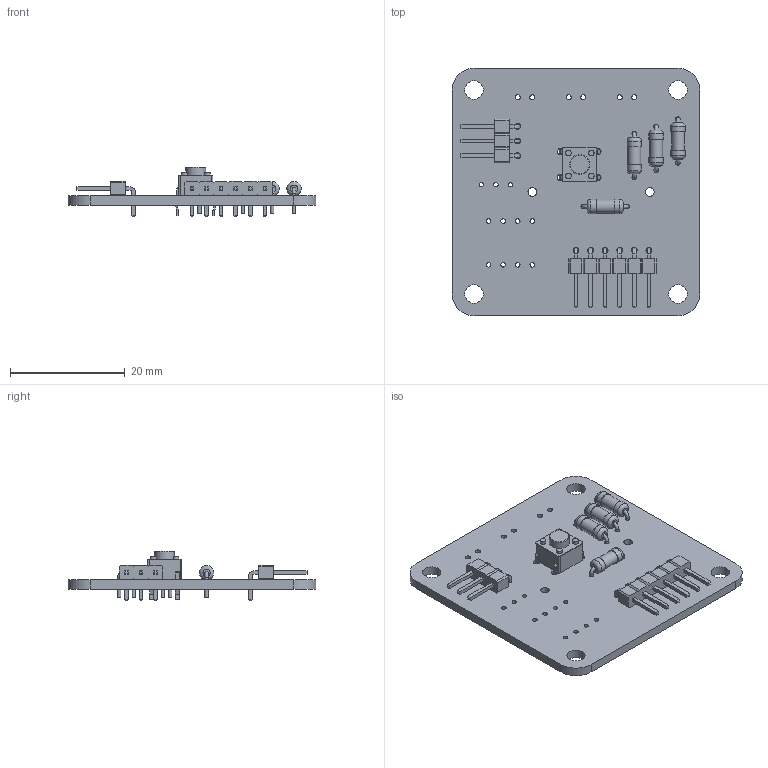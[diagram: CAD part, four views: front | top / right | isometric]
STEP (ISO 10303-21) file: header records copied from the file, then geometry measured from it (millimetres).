
FILE_DESCRIPTION(('FreeCAD Model'),'2;1');
FILE_NAME('attinyReflexos.step','2018-07-13T21:50:03',('kicad StepUp'),('ksu MCAD'), 'Open CASCADE STEP processor 7.2','FreeCAD','Unknown');
FILE_SCHEMA(('AUTOMOTIVE_DESIGN { 1 0 10303 214 1 1 1 1 }'));
Length unit declared in the file: millimetre
Products named in the file (12): attinyReflexos; Board_Geoms; Pcb; Step_Models; Top; Pin_Header_Angled_1x06_Pitch254mm_; Pin_Header_Angled_1x03_Pitch254mm_; R_Axial_DIN0207_L63mm_D25mm_P762mm_Horizontal_; R_Axial_DIN0207_L63mm_D25mm_P762mm_Horizontal_001; R_Axial_DIN0207_L63mm_D25mm_P762mm_Horizontal_002; R_Axial_DIN0207_L63mm_D25mm_P762mm_Horizontal_003; SW_PUSH_6mm_h5mm_
Assembly tree (11 placements, depth 4):
  attinyReflexos
    Board_Geoms
      Pcb
    Step_Models
      Top
        Pin_Header_Angled_1x06_Pitch254mm_
        Pin_Header_Angled_1x03_Pitch254mm_
        R_Axial_DIN0207_L63mm_D25mm_P762mm_Horizontal_
        R_Axial_DIN0207_L63mm_D25mm_P762mm_Horizontal_001
        R_Axial_DIN0207_L63mm_D25mm_P762mm_Horizontal_002
        R_Axial_DIN0207_L63mm_D25mm_P762mm_Horizontal_003
        SW_PUSH_6mm_h5mm_
Bounding box: 43.18 x 43.18 x 8.64 mm (x, y, z)
Volume: 3322.4 mm3; surface area: 5130 mm2
Topology: 8 solids, 8 shells, 479 faces, 1167 edges, 743 vertices
Faces by surface type: plane 335, cylinder 127, torus 17
Full cylindrical faces by diameter (mm): 0.6 x8, 0.762 x3, 0.8 x16, 0.9 x6, 1 x13, 1.1 x4, 1.5 x2, 2.25 x4, 2.5 x8, 3.2 x4, 3.5 x1
Entity records: 18558 total; most frequent: CARTESIAN_POINT 3729, DIRECTION 2417, ORIENTED_EDGE 2334, EDGE_CURVE 1167, LINE 883, VECTOR 883, AXIS2_PLACEMENT_3D 767, VERTEX_POINT 743
